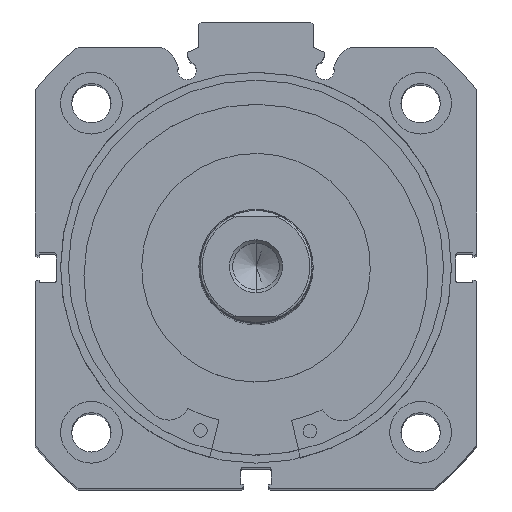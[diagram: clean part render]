
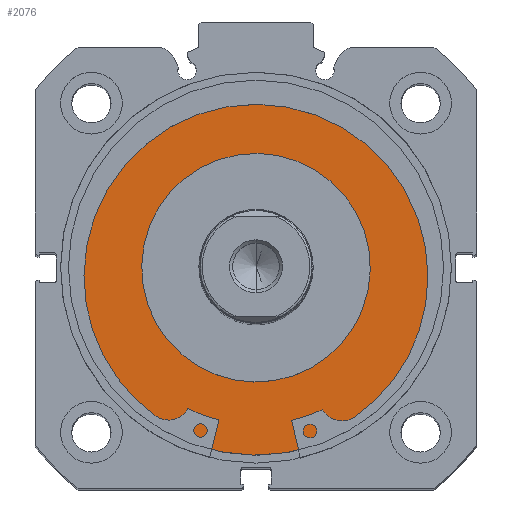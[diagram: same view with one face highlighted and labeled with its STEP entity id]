
A CAD part, top view. The second image highlights one B-rep face of the part: STEP entity #2076.
In plain terms, the highlighted face is planar.
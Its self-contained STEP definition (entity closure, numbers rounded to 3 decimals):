
#832 = EDGE_CURVE ( 'NONE', #7116, #6747, #3264, .T. ) ;
#833 = EDGE_CURVE ( 'NONE', #6732, #6738, #3265, .T. ) ;
#841 = EDGE_CURVE ( 'NONE', #6738, #6732, #4510, .T. ) ;
#847 = EDGE_CURVE ( 'NONE', #6747, #7116, #4519, .T. ) ;
#1116 = AXIS2_PLACEMENT_3D ( 'NONE', #4167, #4168, #4169 ) ;
#1117 = AXIS2_PLACEMENT_3D ( 'NONE', #4170, #4171, #4172 ) ;
#1121 = AXIS2_PLACEMENT_3D ( 'NONE', #4206, #4207, #4208 ) ;
#1123 = AXIS2_PLACEMENT_3D ( 'NONE', #4179, #4193, #4194 ) ;
#1390 = AXIS2_PLACEMENT_3D ( 'NONE', #5805, #5807, #5808 ) ;
#1817 = ORIENTED_EDGE ( 'NONE', *, *, #832, .T. ) ;
#2076 = ADVANCED_FACE ( 'NONE', ( #5041, #5046 ), #5806, .F. ) ;
#2130 = ORIENTED_EDGE ( 'NONE', *, *, #841, .F. ) ;
#2143 = ORIENTED_EDGE ( 'NONE', *, *, #847, .T. ) ;
#2434 = EDGE_LOOP ( 'NONE', ( #2143, #1817 ) ) ;
#2520 = EDGE_LOOP ( 'NONE', ( #2130, #7275 ) ) ;
#3264 = CIRCLE ( 'NONE', #1116, 41. ) ;
#3265 = CIRCLE ( 'NONE', #1117, 25. ) ;
#4167 = CARTESIAN_POINT ( 'NONE',  ( 4., 0., 0. ) ) ;
#4168 = DIRECTION ( 'NONE',  ( -1., 0., 0. ) ) ;
#4169 = DIRECTION ( 'NONE',  ( 0., 0., 1. ) ) ;
#4170 = CARTESIAN_POINT ( 'NONE',  ( 4., 0., 0. ) ) ;
#4171 = DIRECTION ( 'NONE',  ( -1., 0., 0. ) ) ;
#4172 = DIRECTION ( 'NONE',  ( 0., 0., 1. ) ) ;
#4179 = CARTESIAN_POINT ( 'NONE',  ( 4., 0., 0. ) ) ;
#4193 = DIRECTION ( 'NONE',  ( -1., 0., 0. ) ) ;
#4194 = DIRECTION ( 'NONE',  ( 0., 0., 1. ) ) ;
#4206 = CARTESIAN_POINT ( 'NONE',  ( 4., 0., 0. ) ) ;
#4207 = DIRECTION ( 'NONE',  ( -1., 0., 0. ) ) ;
#4208 = DIRECTION ( 'NONE',  ( 0., 0., 1. ) ) ;
#4510 = CIRCLE ( 'NONE', #1123, 25. ) ;
#4519 = CIRCLE ( 'NONE', #1121, 41. ) ;
#5041 = FACE_BOUND ( 'NONE', #2520, .T. ) ;
#5046 = FACE_OUTER_BOUND ( 'NONE', #2434, .T. ) ;
#5805 = CARTESIAN_POINT ( 'NONE',  ( 4., 41., 0. ) ) ;
#5806 = PLANE ( 'NONE',  #1390 ) ;
#5807 = DIRECTION ( 'NONE',  ( 1., 0., 0. ) ) ;
#5808 = DIRECTION ( 'NONE',  ( 0., 0., -1. ) ) ;
#6170 = CARTESIAN_POINT ( 'NONE',  ( 4., 0., -25. ) ) ;
#6176 = CARTESIAN_POINT ( 'NONE',  ( 4., 0., 25. ) ) ;
#6185 = CARTESIAN_POINT ( 'NONE',  ( 4., 0., 41. ) ) ;
#6221 = CARTESIAN_POINT ( 'NONE',  ( 4., 0., -41. ) ) ;
#6732 = VERTEX_POINT ( 'NONE', #6170 ) ;
#6738 = VERTEX_POINT ( 'NONE', #6176 ) ;
#6747 = VERTEX_POINT ( 'NONE', #6185 ) ;
#7116 = VERTEX_POINT ( 'NONE', #6221 ) ;
#7275 = ORIENTED_EDGE ( 'NONE', *, *, #833, .F. ) ;
